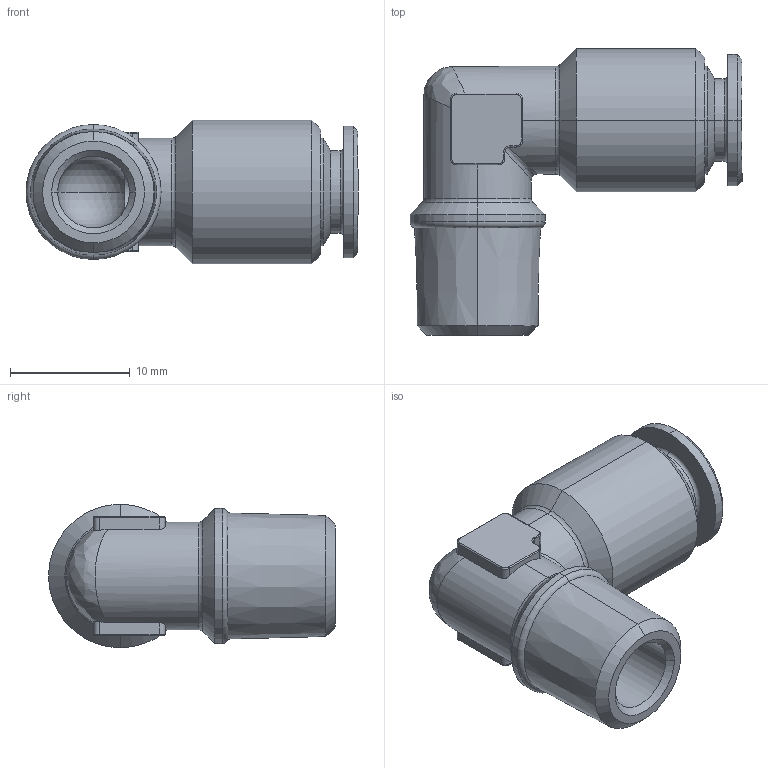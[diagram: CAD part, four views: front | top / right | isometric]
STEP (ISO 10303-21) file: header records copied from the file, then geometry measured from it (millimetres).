
FILE_DESCRIPTION (( 'STEP AP203' ), '1' );
FILE_NAME ('M0040630.STEP', '2010-08-04T12:07:53', ( '' ), ( 'sopra-pneumatic' ), 'SwSTEP 2.0', 'SolidWorks 2009', '' );
FILE_SCHEMA (( 'CONFIG_CONTROL_DESIGN' ));
Length unit declared in the file: millimetre
Products named in the file (1): M0040630
Bounding box: 27.77 x 24 x 12 mm (x, y, z)
Volume: 2284.7 mm3; surface area: 2305.2 mm2
Topology: 1 solids, 1 shells, 111 faces, 262 edges, 154 vertices
Faces by surface type: cylinder 44, cone 24, torus 20, plane 19, sphere 2, bspline 2
Entity records: 3875 total; most frequent: CARTESIAN_POINT 1234, DIRECTION 584, ORIENTED_EDGE 516, EDGE_CURVE 258, AXIS2_PLACEMENT_3D 242, VERTEX_POINT 152, CIRCLE 132, EDGE_LOOP 116
